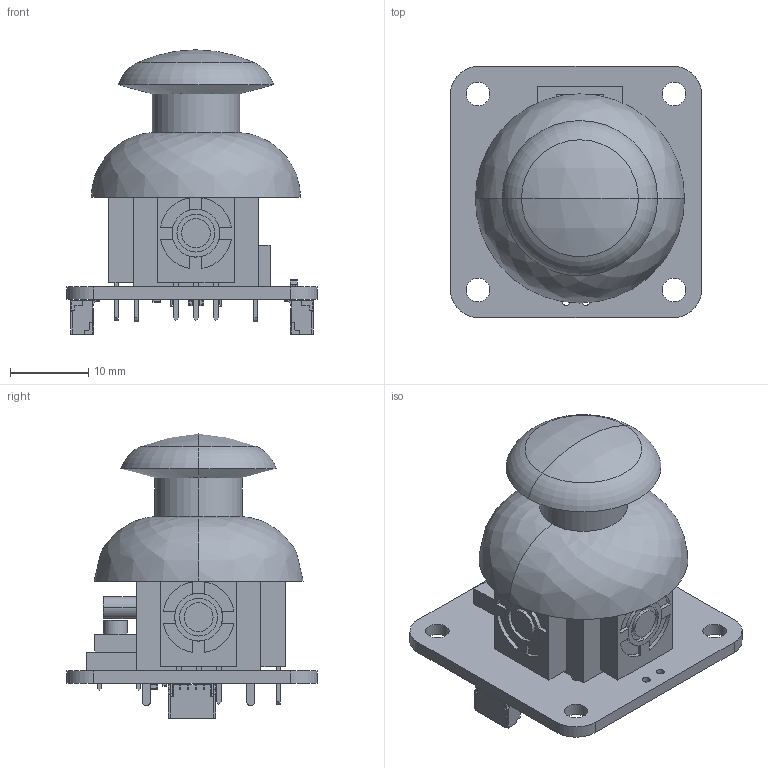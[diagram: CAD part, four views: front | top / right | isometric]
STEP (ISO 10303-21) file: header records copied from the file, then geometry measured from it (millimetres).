
FILE_DESCRIPTION(('Open CASCADE Model'),'2;1');
FILE_NAME('Open CASCADE Shape Model','2025-02-21T09:58:45',('Author'),( 'Open CASCADE'),'Open CASCADE STEP processor 7.5','Open CASCADE 7.5' ,'Unknown');
FILE_SCHEMA(('AUTOMOTIVE_DESIGN { 1 0 10303 214 1 1 1 1 }'));
Length unit declared in the file: millimetre
Products named in the file (27): PCB; Board; Open CASCADE STEP translator 7.5 18.1.1; STAT1; 0603 LED Green; Solid1; Solid4; R4; User Library-R SMD 0402; User Library-R SMD 0402_0402 BODY; User Library-R SMD 0402_0402 PAD; User Library-R SMD 0402_0402 OPIS; U; DUELink-Connector-BM04B-SRSS-TB; D; U3; COM-09032--3DModel-STEP-56544; C2; 0805 SMD Capacitor; C1; C0402
Assembly tree (28 placements, depth 4):
  PCB
    Board
      Open CASCADE STEP translator 7.5 18.1.1
    STAT1
      0603 LED Green
        Solid1
        Solid4
        Solid1
        Solid1
        Solid4
        Solid1
        Solid1
        Solid1
    R4
      User Library-R SMD 0402
        User Library-R SMD 0402_0402 BODY
        User Library-R SMD 0402_0402 PAD  x2
        User Library-R SMD 0402_0402 OPIS
    U
      DUELink-Connector-BM04B-SRSS-TB
    D
      DUELink-Connector-BM04B-SRSS-TB
    U3
      COM-09032--3DModel-STEP-56544
    C2
      0805 SMD Capacitor
    C1
      C0402
Bounding box: 32 x 32 x 36.25 mm (x, y, z)
Volume: 8025.7 mm3; surface area: 8122.2 mm2
Topology: 66 solids, 66 shells, 1126 faces, 5591 edges, 7477 vertices
Faces by surface type: plane 840, cylinder 174, bspline 84, revolution 12, sphere 10, cone 4, torus 2
Full cylindrical faces by diameter (mm): 0.888 x6, 0.9 x4, 1.016 x2, 1.396 x4, 3 x4
Entity records: 44167 total; most frequent: CARTESIAN_POINT 12858, DIRECTION 5217, ORIENTED_EDGE 3966, LINE 2849, VECTOR 2849, EDGE_CURVE 1983, GEOMETRIC_CURVE_SET 1428, TRIMMED_CURVE 1428
